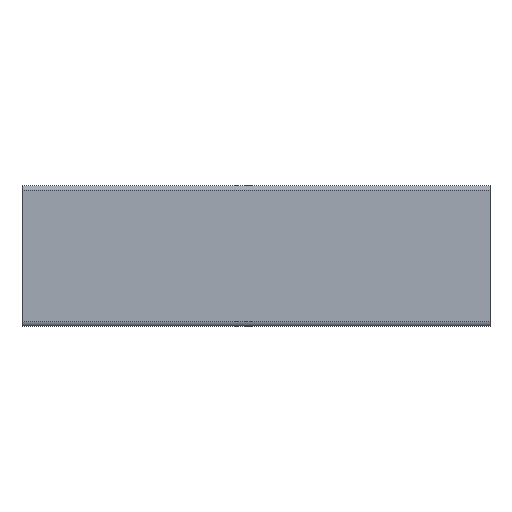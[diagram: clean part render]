
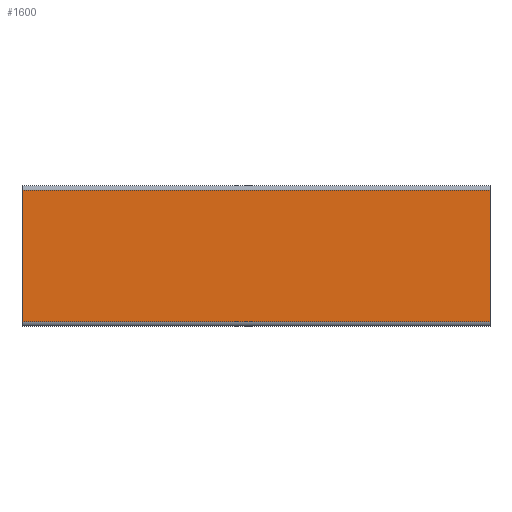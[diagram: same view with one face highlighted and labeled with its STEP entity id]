
A CAD part, front view. The second image highlights one B-rep face of the part: STEP entity #1600.
In plain terms, the highlighted planar face has unit normal (0, -1, 0).
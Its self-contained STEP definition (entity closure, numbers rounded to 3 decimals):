
#211 = CARTESIAN_POINT ( 'NONE',  ( 59.184, 39.898, 14. ) ) ;
#371 = CARTESIAN_POINT ( 'NONE',  ( -40.816, 39.898, 14. ) ) ;
#529 = VECTOR ( 'NONE', #1596, 1000. ) ;
#809 = CARTESIAN_POINT ( 'NONE',  ( 59.184, 39.898, 14. ) ) ;
#976 = EDGE_LOOP ( 'NONE', ( #2996, #3216, #2774, #1929 ) ) ;
#1255 = CARTESIAN_POINT ( 'NONE',  ( 59.184, 39.898, -14. ) ) ;
#1360 = VERTEX_POINT ( 'NONE', #371 ) ;
#1530 = EDGE_CURVE ( 'NONE', #1360, #4087, #3525, .T. ) ;
#1571 = DIRECTION ( 'NONE',  ( 0., 0., 1. ) ) ;
#1596 = DIRECTION ( 'NONE',  ( 0., 0., -1. ) ) ;
#1600 = ADVANCED_FACE ( 'NONE', ( #3691 ), #4454, .F. ) ;
#1842 = DIRECTION ( 'NONE',  ( 0., 0., -1. ) ) ;
#1929 = ORIENTED_EDGE ( 'NONE', *, *, #3379, .T. ) ;
#2044 = LINE ( 'NONE', #809, #3190 ) ;
#2086 = VECTOR ( 'NONE', #4000, 1000. ) ;
#2189 = CARTESIAN_POINT ( 'NONE',  ( 59.184, 39.898, 14. ) ) ;
#2193 = EDGE_CURVE ( 'NONE', #4118, #4599, #2044, .T. ) ;
#2518 = DIRECTION ( 'NONE',  ( -1., 0., 0. ) ) ;
#2624 = CARTESIAN_POINT ( 'NONE',  ( 59.184, 39.898, 14. ) ) ;
#2641 = DIRECTION ( 'NONE',  ( 0., 1., 0. ) ) ;
#2774 = ORIENTED_EDGE ( 'NONE', *, *, #2193, .F. ) ;
#2885 = LINE ( 'NONE', #2189, #2086 ) ;
#2971 = VECTOR ( 'NONE', #2518, 1000. ) ;
#2996 = ORIENTED_EDGE ( 'NONE', *, *, #1530, .T. ) ;
#3043 = AXIS2_PLACEMENT_3D ( 'NONE', #2624, #2641, #1571 ) ;
#3072 = CARTESIAN_POINT ( 'NONE',  ( -40.816, 39.898, 14. ) ) ;
#3160 = CARTESIAN_POINT ( 'NONE',  ( 59.184, 39.898, -14. ) ) ;
#3190 = VECTOR ( 'NONE', #1842, 1000. ) ;
#3216 = ORIENTED_EDGE ( 'NONE', *, *, #4317, .F. ) ;
#3379 = EDGE_CURVE ( 'NONE', #4118, #1360, #2885, .T. ) ;
#3525 = LINE ( 'NONE', #3072, #529 ) ;
#3691 = FACE_OUTER_BOUND ( 'NONE', #976, .T. ) ;
#4000 = DIRECTION ( 'NONE',  ( -1., 0., 0. ) ) ;
#4087 = VERTEX_POINT ( 'NONE', #4156 ) ;
#4118 = VERTEX_POINT ( 'NONE', #211 ) ;
#4156 = CARTESIAN_POINT ( 'NONE',  ( -40.816, 39.898, -14. ) ) ;
#4317 = EDGE_CURVE ( 'NONE', #4599, #4087, #4324, .T. ) ;
#4324 = LINE ( 'NONE', #3160, #2971 ) ;
#4454 = PLANE ( 'NONE',  #3043 ) ;
#4599 = VERTEX_POINT ( 'NONE', #1255 ) ;
